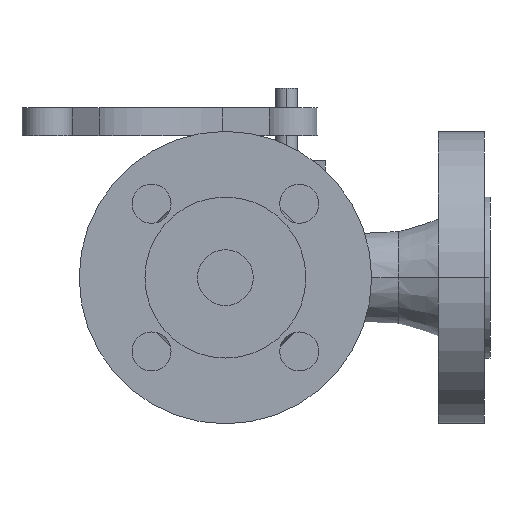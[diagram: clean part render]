
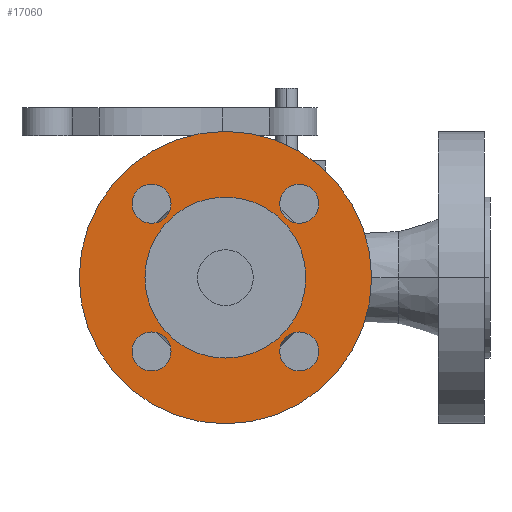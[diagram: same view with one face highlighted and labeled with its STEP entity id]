
A CAD part, front view. The second image highlights one B-rep face of the part: STEP entity #17060.
In plain terms, the highlighted planar face has unit normal (0, -1, 0).
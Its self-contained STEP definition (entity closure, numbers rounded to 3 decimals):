
#2670=CARTESIAN_POINT('',(28.9,2.,0.));
#2680=VERTEX_POINT('',#2670);
#2710=CARTESIAN_POINT('',(0.,2.,0.));
#2720=DIRECTION('',(0.,-1.,-0.));
#2730=DIRECTION('',(-1.,0.,0.));
#2740=AXIS2_PLACEMENT_3D('',#2710,#2720,#2730);
#2750=CIRCLE('',#2740,28.9);
#2760=CARTESIAN_POINT('',(-28.9,2.,0.))
;
#2770=VERTEX_POINT('',#2760);
#2780=EDGE_CURVE('',#2770,#2680,#2750,.T.);
#3070=CARTESIAN_POINT('',(52.5,2.,0.));
#3080=VERTEX_POINT('',#3070);
#3260=CARTESIAN_POINT('',(-52.5,2.,0.))
;
#3270=VERTEX_POINT('',#3260);
#3300=CARTESIAN_POINT('',(0.,2.,0.));
#3310=DIRECTION('',(0.,-1.,-0.));
#3320=DIRECTION('',(-1.,0.,0.));
#3330=AXIS2_PLACEMENT_3D('',#3300,#3310,#3320);
#3340=CIRCLE('',#3330,52.5);
#3350=EDGE_CURVE('',#3270,#3080,#3340,.T.);
#9840=CARTESIAN_POINT('',(33.517,2.,-26.517));
#9850=VERTEX_POINT('',#9840);
#10010=CARTESIAN_POINT('',(19.517,2.,
-26.517));
#10020=VERTEX_POINT('',#10010);
#10050=CARTESIAN_POINT('',(26.517,2.,
-26.517));
#10060=DIRECTION('',(0.,1.,0.));
#10070=DIRECTION('',(1.,0.,0.));
#10080=AXIS2_PLACEMENT_3D('',#10050,#10060,#10070);
#10090=CIRCLE('',#10080,7.);
#10100=EDGE_CURVE('',#10020,#9850,#10090,.T.);
#10260=CARTESIAN_POINT('',(19.517,2.,
26.517));
#10270=VERTEX_POINT('',#10260);
#10430=CARTESIAN_POINT('',(33.517,2.,
26.517));
#10440=VERTEX_POINT('',#10430);
#10470=CARTESIAN_POINT('',(26.517,2.,
26.517));
#10480=DIRECTION('',(0.,1.,0.));
#10490=DIRECTION('',(1.,0.,0.));
#10500=AXIS2_PLACEMENT_3D('',#10470,#10480,#10490);
#10510=CIRCLE('',#10500,7.);
#10520=EDGE_CURVE('',#10440,#10270,#10510,.T.);
#10680=CARTESIAN_POINT('',(-19.517,2.,26.517));
#10690=VERTEX_POINT('',#10680);
#10720=CARTESIAN_POINT('',(-26.517,2.,
26.517));
#10730=DIRECTION('',(0.,1.,0.));
#10740=DIRECTION('',(1.,0.,0.));
#10750=AXIS2_PLACEMENT_3D('',#10720,#10730,#10740);
#10760=CIRCLE('',#10750,7.);
#10770=CARTESIAN_POINT('',(-33.517,2.,
26.517));
#10780=VERTEX_POINT('',#10770);
#10790=EDGE_CURVE('',#10690,#10780,#10760,.T.);
#11100=CARTESIAN_POINT('',(-19.517,2.,-26.517));
#11110=VERTEX_POINT('',#11100);
#11270=CARTESIAN_POINT('',(-33.517,2.,
-26.517));
#11280=VERTEX_POINT('',#11270);
#11310=CARTESIAN_POINT('',(-26.517,2.,
-26.517));
#11320=DIRECTION('',(0.,1.,0.));
#11330=DIRECTION('',(1.,0.,0.));
#11340=AXIS2_PLACEMENT_3D('',#11310,#11320,#11330);
#11350=CIRCLE('',#11340,7.);
#11360=EDGE_CURVE('',#11280,#11110,#11350,.T.);
#16710=CARTESIAN_POINT('',(-40.7,2.,0.)
);
#16720=DIRECTION('',(0.,-1.,0.));
#16730=DIRECTION('',(-1.,0.,0.));
#16740=AXIS2_PLACEMENT_3D('',#16710,#16720,#16730);
#16750=PLANE('',#16740);
#16760=EDGE_CURVE('',#11110,#11280,#11350,.T.);
#16770=ORIENTED_EDGE('',*,*,#16760,.T.);
#16780=ORIENTED_EDGE('',*,*,#11360,.T.);
#16790=EDGE_LOOP('',(#16780,#16770));
#16800=FACE_BOUND('',#16790,.T.);
#16810=ORIENTED_EDGE('',*,*,#10790,.T.);
#16820=EDGE_CURVE('',#10780,#10690,#10760,.T.);
#16830=ORIENTED_EDGE('',*,*,#16820,.T.);
#16840=EDGE_LOOP('',(#16830,#16810));
#16850=FACE_BOUND('',#16840,.T.);
#16860=EDGE_CURVE('',#10270,#10440,#10510,.T.);
#16870=ORIENTED_EDGE('',*,*,#16860,.T.);
#16880=ORIENTED_EDGE('',*,*,#10520,.T.);
#16890=EDGE_LOOP('',(#16880,#16870));
#16900=FACE_BOUND('',#16890,.T.);
#16910=EDGE_CURVE('',#9850,#10020,#10090,.T.);
#16920=ORIENTED_EDGE('',*,*,#16910,.T.);
#16930=ORIENTED_EDGE('',*,*,#10100,.T.);
#16940=EDGE_LOOP('',(#16930,#16920));
#16950=FACE_BOUND('',#16940,.T.);
#16960=ORIENTED_EDGE('',*,*,#2780,.F.);
#16970=EDGE_CURVE('',#2680,#2770,#2750,.T.);
#16980=ORIENTED_EDGE('',*,*,#16970,.F.);
#16990=EDGE_LOOP('',(#16980,#16960));
#17000=FACE_BOUND('',#16990,.T.);
#17010=EDGE_CURVE('',#3080,#3270,#3340,.T.);
#17020=ORIENTED_EDGE('',*,*,#17010,.T.);
#17030=ORIENTED_EDGE('',*,*,#3350,.T.);
#17040=EDGE_LOOP('',(#17030,#17020));
#17050=FACE_OUTER_BOUND('',#17040,.T.);
#17060=ADVANCED_FACE('',(#16800,#16850,#16900,#16950,#17000,#17050),
#16750,.T.);
